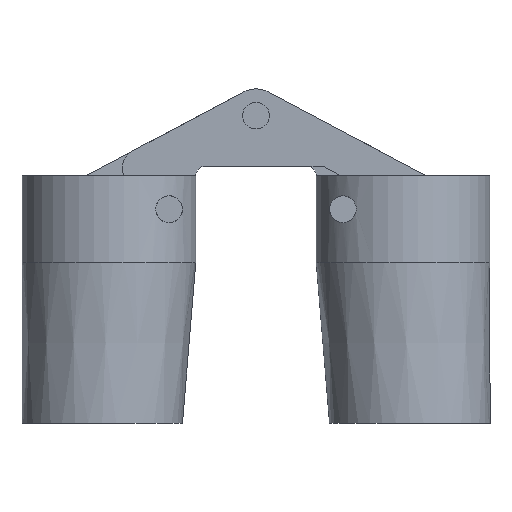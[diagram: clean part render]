
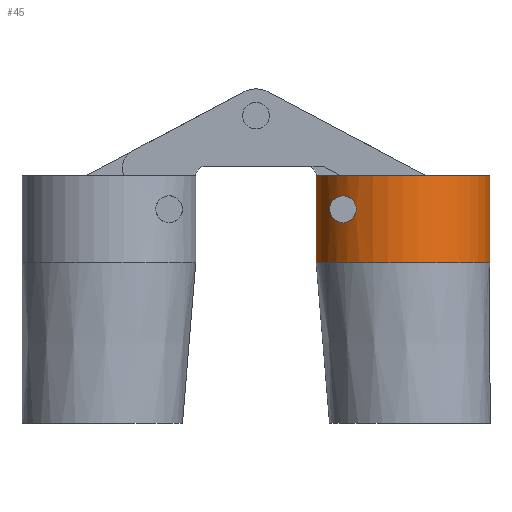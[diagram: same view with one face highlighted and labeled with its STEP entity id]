
A CAD part, front view. The second image highlights one B-rep face of the part: STEP entity #45.
In plain terms, the highlighted cylindrical face has radius 6.5 mm (diameter 13 mm), a partial arc.
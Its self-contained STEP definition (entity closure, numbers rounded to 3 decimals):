
#45 = ADVANCED_FACE ( 'NONE', ( #1019, #1018 ), #1017, .T. ) ;
#46 = EDGE_LOOP ( 'NONE', ( #105, #106 ) ) ;
#105 = ORIENTED_EDGE ( 'NONE', *, *, #601, .F. ) ;
#106 = ORIENTED_EDGE ( 'NONE', *, *, #107, .F. ) ;
#107 = EDGE_CURVE ( 'NONE', #598, #602, #1104, .T. ) ;
#108 = EDGE_LOOP ( 'NONE', ( #109, #112, #115, #117 ) ) ;
#109 = ORIENTED_EDGE ( 'NONE', *, *, #110, .F. ) ;
#110 = EDGE_CURVE ( 'NONE', #111, #927, #1101, .T. ) ;
#111 = VERTEX_POINT ( 'NONE', #1102 ) ;
#112 = ORIENTED_EDGE ( 'NONE', *, *, #113, .F. ) ;
#113 = EDGE_CURVE ( 'NONE', #114, #111, #1143, .T. ) ;
#114 = VERTEX_POINT ( 'NONE', #1139 ) ;
#115 = ORIENTED_EDGE ( 'NONE', *, *, #116, .T. ) ;
#116 = EDGE_CURVE ( 'NONE', #114, #930, #1137, .T. ) ;
#117 = ORIENTED_EDGE ( 'NONE', *, *, #929, .T. ) ;
#598 = VERTEX_POINT ( 'NONE', #1967 ) ;
#601 = EDGE_CURVE ( 'NONE', #602, #598, #1963, .T. ) ;
#602 = VERTEX_POINT ( 'NONE', #1965 ) ;
#927 = VERTEX_POINT ( 'NONE', #2820 ) ;
#929 = EDGE_CURVE ( 'NONE', #930, #927, #2819, .T. ) ;
#930 = VERTEX_POINT ( 'NONE', #2815 ) ;
#1012 = DIRECTION ( 'NONE',  ( 1., 0., 0. ) ) ;
#1013 = DIRECTION ( 'NONE',  ( 0., 0., 1. ) ) ;
#1014 = CARTESIAN_POINT ( 'NONE',  ( 0., -23.5, -6.5 ) ) ;
#1015 = AXIS2_PLACEMENT_3D ( 'NONE', #1014, #1013, #1012 ) ;
#1017 = CYLINDRICAL_SURFACE ( 'NONE', #1015, 6.5 ) ;
#1018 = FACE_OUTER_BOUND ( 'NONE', #108, .T. ) ;
#1019 = FACE_BOUND ( 'NONE', #46, .T. ) ;
#1096 = CARTESIAN_POINT ( 'NONE',  ( -4.5, -28.19, -3.5 ) ) ;
#1097 = DIRECTION ( 'NONE',  ( 1., 0., 0. ) ) ;
#1098 = DIRECTION ( 'NONE',  ( 0., 0., 1. ) ) ;
#1099 = CARTESIAN_POINT ( 'NONE',  ( 0., -23.5, 0. ) ) ;
#1100 = AXIS2_PLACEMENT_3D ( 'NONE', #1099, #1098, #1097 ) ;
#1101 = CIRCLE ( 'NONE', #1100, 6.5 ) ;
#1102 = CARTESIAN_POINT ( 'NONE',  ( -6.5, -23.5, 0. ) ) ;
#1103 = CARTESIAN_POINT ( 'NONE',  ( -4.393, -28.293, -3.5 ) ) ;
#1104 = B_SPLINE_CURVE_WITH_KNOTS ( 'NONE', 3,
 ( #1096, #1103, #1159, #1158, #1157, #1156, #1155, #1154, #1153, #1152, #1151, #1150, #1149, #1148, #1147, #1146, #1145, #1144 ),
 .UNSPECIFIED., .F., .F.,
 ( 4, 2, 2, 2, 2, 2, 2, 2, 4 ),
 ( 0.004, 0.004, 0.005, 0.005, 0.006, 0.006, 0.007, 0.007, 0.008 ),
 .UNSPECIFIED. ) ;
#1133 = DIRECTION ( 'NONE',  ( 1., 0., 0. ) ) ;
#1134 = DIRECTION ( 'NONE',  ( 0., 0., 1. ) ) ;
#1135 = CARTESIAN_POINT ( 'NONE',  ( 0., -23.5, -6.5 ) ) ;
#1136 = AXIS2_PLACEMENT_3D ( 'NONE', #1135, #1134, #1133 ) ;
#1137 = CIRCLE ( 'NONE', #1136, 6.5 ) ;
#1139 = CARTESIAN_POINT ( 'NONE',  ( -6.5, -23.5, -6.5 ) ) ;
#1140 = DIRECTION ( 'NONE',  ( 0., 0., 1. ) ) ;
#1141 = VECTOR ( 'NONE', #1140, 1000. ) ;
#1142 = CARTESIAN_POINT ( 'NONE',  ( -6.5, -23.5, -6.5 ) ) ;
#1143 = LINE ( 'NONE', #1142, #1141 ) ;
#1144 = CARTESIAN_POINT ( 'NONE',  ( -4.5, -28.19, -1.5 ) ) ;
#1145 = CARTESIAN_POINT ( 'NONE',  ( -4.391, -28.295, -1.5 ) ) ;
#1146 = CARTESIAN_POINT ( 'NONE',  ( -4.278, -28.396, -1.518 ) ) ;
#1147 = CARTESIAN_POINT ( 'NONE',  ( -4.057, -28.58, -1.596 ) ) ;
#1148 = CARTESIAN_POINT ( 'NONE',  ( -3.946, -28.667, -1.657 ) ) ;
#1149 = CARTESIAN_POINT ( 'NONE',  ( -3.747, -28.812, -1.829 ) ) ;
#1150 = CARTESIAN_POINT ( 'NONE',  ( -3.659, -28.873, -1.94 ) ) ;
#1151 = CARTESIAN_POINT ( 'NONE',  ( -3.534, -28.956, -2.202 ) ) ;
#1152 = CARTESIAN_POINT ( 'NONE',  ( -3.5, -28.977, -2.352 ) ) ;
#1153 = CARTESIAN_POINT ( 'NONE',  ( -3.5, -28.977, -2.652 ) ) ;
#1154 = CARTESIAN_POINT ( 'NONE',  ( -3.535, -28.955, -2.801 ) ) ;
#1155 = CARTESIAN_POINT ( 'NONE',  ( -3.661, -28.872, -3.063 ) ) ;
#1156 = CARTESIAN_POINT ( 'NONE',  ( -3.749, -28.811, -3.173 ) ) ;
#1157 = CARTESIAN_POINT ( 'NONE',  ( -3.947, -28.666, -3.344 ) ) ;
#1158 = CARTESIAN_POINT ( 'NONE',  ( -4.059, -28.579, -3.405 ) ) ;
#1159 = CARTESIAN_POINT ( 'NONE',  ( -4.28, -28.394, -3.482 ) ) ;
#1963 = B_SPLINE_CURVE_WITH_KNOTS ( 'NONE', 3,
 ( #2023, #2022, #2021, #2020, #2019, #2018, #2017, #2016, #2015, #2014, #2013, #2012, #2011, #2010, #2009, #2008, #2007, #2006, #2005, #2004, #2003, #2002, #2001, #2000 ),
 .UNSPECIFIED., .F., .F.,
 ( 4, 2, 2, 2, 2, 2, 2, 2, 2, 2, 2, 4 ),
 ( 0., 0.001, 0.001, 0.001, 0.002, 0.002, 0.002, 0.002, 0.003, 0.003, 0.004, 0.004 ),
 .UNSPECIFIED. ) ;
#1965 = CARTESIAN_POINT ( 'NONE',  ( -4.5, -28.19, -1.5 ) ) ;
#1967 = CARTESIAN_POINT ( 'NONE',  ( -4.5, -28.19, -3.5 ) ) ;
#2000 = CARTESIAN_POINT ( 'NONE',  ( -4.5, -28.19, -3.5 ) ) ;
#2001 = CARTESIAN_POINT ( 'NONE',  ( -4.622, -28.074, -3.5 ) ) ;
#2002 = CARTESIAN_POINT ( 'NONE',  ( -4.739, -27.952, -3.478 ) ) ;
#2003 = CARTESIAN_POINT ( 'NONE',  ( -4.959, -27.705, -3.396 ) ) ;
#2004 = CARTESIAN_POINT ( 'NONE',  ( -5.06, -27.583, -3.338 ) ) ;
#2005 = CARTESIAN_POINT ( 'NONE',  ( -5.243, -27.345, -3.18 ) ) ;
#2006 = CARTESIAN_POINT ( 'NONE',  ( -5.325, -27.229, -3.083 ) ) ;
#2007 = CARTESIAN_POINT ( 'NONE',  ( -5.422, -27.085, -2.893 ) ) ;
#2008 = CARTESIAN_POINT ( 'NONE',  ( -5.45, -27.043, -2.824 ) ) ;
#2009 = CARTESIAN_POINT ( 'NONE',  ( -5.489, -26.982, -2.668 ) ) ;
#2010 = CARTESIAN_POINT ( 'NONE',  ( -5.5, -26.964, -2.583 ) ) ;
#2011 = CARTESIAN_POINT ( 'NONE',  ( -5.5, -26.964, -2.412 ) ) ;
#2012 = CARTESIAN_POINT ( 'NONE',  ( -5.488, -26.983, -2.327 ) ) ;
#2013 = CARTESIAN_POINT ( 'NONE',  ( -5.449, -27.044, -2.174 ) ) ;
#2014 = CARTESIAN_POINT ( 'NONE',  ( -5.421, -27.087, -2.104 ) ) ;
#2015 = CARTESIAN_POINT ( 'NONE',  ( -5.356, -27.183, -1.979 ) ) ;
#2016 = CARTESIAN_POINT ( 'NONE',  ( -5.319, -27.237, -1.923 ) ) ;
#2017 = CARTESIAN_POINT ( 'NONE',  ( -5.239, -27.348, -1.823 ) ) ;
#2018 = CARTESIAN_POINT ( 'NONE',  ( -5.196, -27.406, -1.779 ) ) ;
#2019 = CARTESIAN_POINT ( 'NONE',  ( -5.06, -27.583, -1.663 ) ) ;
#2020 = CARTESIAN_POINT ( 'NONE',  ( -4.957, -27.707, -1.603 ) ) ;
#2021 = CARTESIAN_POINT ( 'NONE',  ( -4.739, -27.952, -1.522 ) ) ;
#2022 = CARTESIAN_POINT ( 'NONE',  ( -4.623, -28.072, -1.5 ) ) ;
#2023 = CARTESIAN_POINT ( 'NONE',  ( -4.5, -28.19, -1.5 ) ) ;
#2815 = CARTESIAN_POINT ( 'NONE',  ( 6.5, -23.5, -6.5 ) ) ;
#2816 = DIRECTION ( 'NONE',  ( 0., 0., 1. ) ) ;
#2817 = VECTOR ( 'NONE', #2816, 1000. ) ;
#2818 = CARTESIAN_POINT ( 'NONE',  ( 6.5, -23.5, -6.5 ) ) ;
#2819 = LINE ( 'NONE', #2818, #2817 ) ;
#2820 = CARTESIAN_POINT ( 'NONE',  ( 6.5, -23.5, 0. ) ) ;
